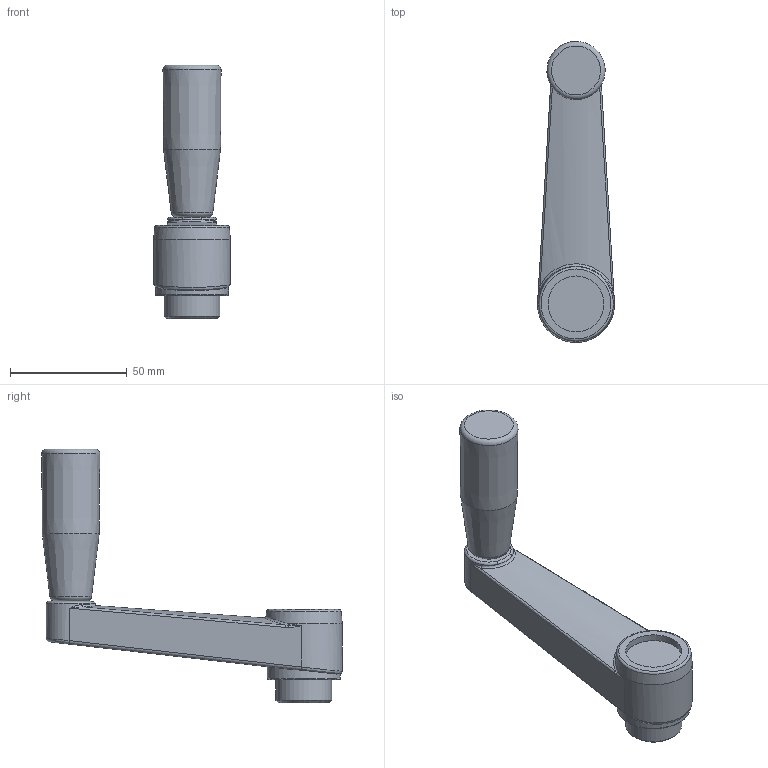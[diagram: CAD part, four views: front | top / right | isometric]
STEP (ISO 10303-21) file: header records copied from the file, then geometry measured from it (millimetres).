
FILE_DESCRIPTION( ( 'Unknown' ), '1' );
FILE_NAME( '6335040_MV100-M.stp', 'Unknown', ( 'Unknown' ), ( 'Unknown' ), 'PSStep 10.1', 'Unknown', ' ' );
FILE_SCHEMA( ( 'AUTOMOTIVE_DESIGN { 1 0 10303 214 1 1 1 1 }' ) );
Length unit declared in the file: millimetre
Products named in the file (2): 8700255
Bounding box: 32.99 x 128.94 x 108.8 mm (x, y, z)
Volume: 80212.7 mm3; surface area: 28135.8 mm2
Topology: 2 solids, 4 shells, 139 faces, 354 edges, 228 vertices
Faces by surface type: plane 83, cylinder 23, bspline 15, cone 13, torus 5
Full cylindrical faces by diameter (mm): 4 x1, 4.1 x1, 6.5 x1, 6.647 x1, 8.7 x1, 9.6 x1, 10.2 x1, 11 x1, 12.8 x1, 13 x1, 13.242 x1, 24 x2, 31.33 x1
Entity records: 7497 total; most frequent: CARTESIAN_POINT 3285, DIRECTION 610, ORIENTED_EDGE 606, EDGE_CURVE 303, AXIS2_PLACEMENT_3D 214, VERTEX_POINT 214, LINE 182, VECTOR 182
